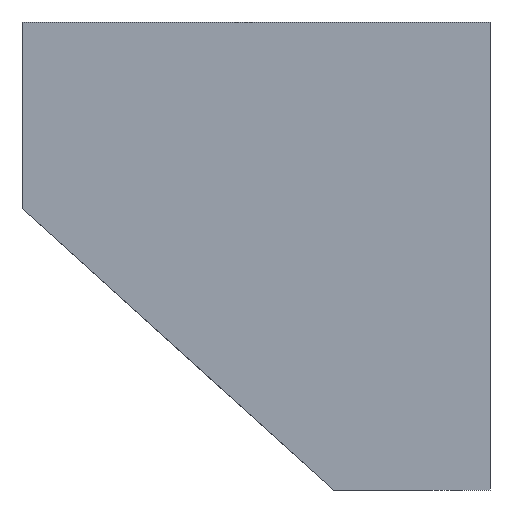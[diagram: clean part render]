
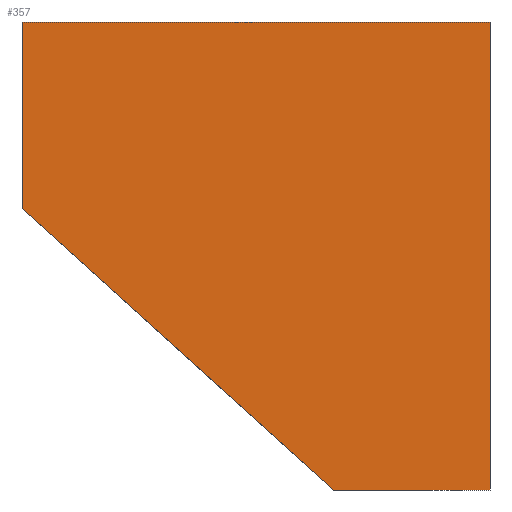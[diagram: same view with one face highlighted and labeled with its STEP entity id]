
A CAD part, front view. The second image highlights one B-rep face of the part: STEP entity #357.
In plain terms, the highlighted planar face has unit normal (0, -1, 0).
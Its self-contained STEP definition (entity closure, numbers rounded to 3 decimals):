
#14 = ORIENTED_EDGE ( 'NONE', *, *, #95, .F. ) ;
#19 = ORIENTED_EDGE ( 'NONE', *, *, #90, .F. ) ;
#22 = ORIENTED_EDGE ( 'NONE', *, *, #96, .T. ) ;
#33 = EDGE_LOOP ( 'NONE', ( #22, #14, #19, #71, #65 ) ) ;
#40 = LINE ( 'NONE', #179, #166 ) ;
#65 = ORIENTED_EDGE ( 'NONE', *, *, #409, .F. ) ;
#71 = ORIENTED_EDGE ( 'NONE', *, *, #87, .F. ) ;
#85 = VECTOR ( 'NONE', #294, 1000. ) ;
#87 = EDGE_CURVE ( 'NONE', #176, #188, #163, .T. ) ;
#90 = EDGE_CURVE ( 'NONE', #188, #208, #40, .T. ) ;
#95 = EDGE_CURVE ( 'NONE', #208, #181, #132, .T. ) ;
#96 = EDGE_CURVE ( 'NONE', #295, #181, #153, .T. ) ;
#124 = LINE ( 'NONE', #290, #85 ) ;
#132 = LINE ( 'NONE', #239, #165 ) ;
#140 = VECTOR ( 'NONE', #183, 1000. ) ;
#149 = VECTOR ( 'NONE', #177, 1000. ) ;
#153 = LINE ( 'NONE', #225, #140 ) ;
#163 = LINE ( 'NONE', #178, #149 ) ;
#164 = FACE_OUTER_BOUND ( 'NONE', #33, .T. ) ;
#165 = VECTOR ( 'NONE', #182, 1000. ) ;
#166 = VECTOR ( 'NONE', #242, 1000. ) ;
#176 = VERTEX_POINT ( 'NONE', #218 ) ;
#177 = DIRECTION ( 'NONE',  ( 1., 0., 0. ) ) ;
#178 = CARTESIAN_POINT ( 'NONE',  ( 0., 0., 0. ) ) ;
#179 = CARTESIAN_POINT ( 'NONE',  ( 76.2, 0., 0. ) ) ;
#181 = VERTEX_POINT ( 'NONE', #214 ) ;
#182 = DIRECTION ( 'NONE',  ( -1., 0., 0. ) ) ;
#183 = DIRECTION ( 'NONE',  ( 0.743, 0., -0.67 ) ) ;
#188 = VERTEX_POINT ( 'NONE', #221 ) ;
#207 = CARTESIAN_POINT ( 'NONE',  ( 76.2, 0., -76.2 ) ) ;
#208 = VERTEX_POINT ( 'NONE', #207 ) ;
#214 = CARTESIAN_POINT ( 'NONE',  ( 50.8, 0., -76.2 ) ) ;
#218 = CARTESIAN_POINT ( 'NONE',  ( 0., 0., 0. ) ) ;
#221 = CARTESIAN_POINT ( 'NONE',  ( 76.2, 0., 0. ) ) ;
#225 = CARTESIAN_POINT ( 'NONE',  ( -18.734, 0., -13.51 ) ) ;
#229 = CARTESIAN_POINT ( 'NONE',  ( 0., 0., -30.4 ) ) ;
#237 = CARTESIAN_POINT ( 'NONE',  ( 0., 0., -76.2 ) ) ;
#238 = PLANE ( 'NONE',  #341 ) ;
#239 = CARTESIAN_POINT ( 'NONE',  ( 0., 0., -76.2 ) ) ;
#242 = DIRECTION ( 'NONE',  ( 0., 0., -1. ) ) ;
#248 = DIRECTION ( 'NONE',  ( 0., -1., 0. ) ) ;
#249 = DIRECTION ( 'NONE',  ( 0., 0., -1. ) ) ;
#290 = CARTESIAN_POINT ( 'NONE',  ( 0., 0., 0. ) ) ;
#294 = DIRECTION ( 'NONE',  ( 0., 0., 1. ) ) ;
#295 = VERTEX_POINT ( 'NONE', #229 ) ;
#341 = AXIS2_PLACEMENT_3D ( 'NONE', #237, #248, #249 ) ;
#357 = ADVANCED_FACE ( 'NONE', ( #164 ), #238, .T. ) ;
#409 = EDGE_CURVE ( 'NONE', #295, #176, #124, .T. ) ;
